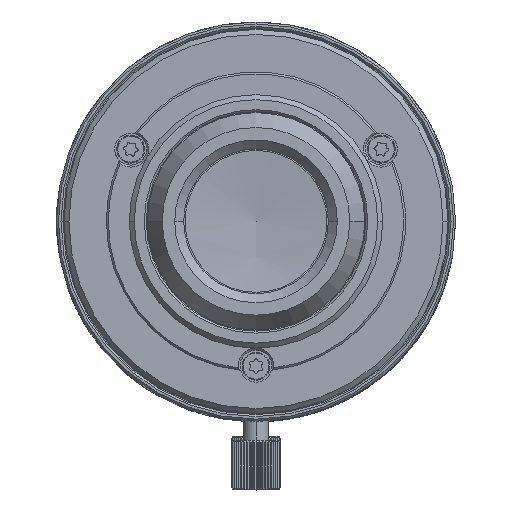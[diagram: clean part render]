
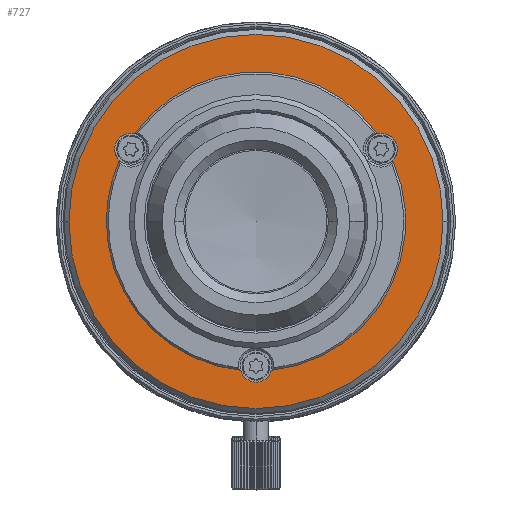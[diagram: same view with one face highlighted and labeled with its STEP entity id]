
A CAD part, top view. The second image highlights one B-rep face of the part: STEP entity #727.
In plain terms, the highlighted planar face has unit normal (0, 0, 1).
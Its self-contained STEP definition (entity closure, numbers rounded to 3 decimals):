
#420 = DIRECTION ( 'NONE',  ( -0.71, -0.704, 0. ) ) ;
#649 = CARTESIAN_POINT ( 'NONE',  ( 0., -14.5, 49.185 ) ) ;
#727 = ADVANCED_FACE ( 'NONE', ( #47467, #59938 ), #72807, .F. ) ;
#1666 = DIRECTION ( 'NONE',  ( -0.81, 0.586, 0. ) ) ;
#1954 = AXIS2_PLACEMENT_3D ( 'NONE', #28355, #9692, #28768 ) ;
#2117 = CIRCLE ( 'NONE', #23300, 15. ) ;
#2286 = AXIS2_PLACEMENT_3D ( 'NONE', #16627, #24479, #73540 ) ;
#2519 = ORIENTED_EDGE ( 'NONE', *, *, #73160, .T. ) ;
#3351 = CARTESIAN_POINT ( 'NONE',  ( 12.149, 8.797, 49.185 ) ) ;
#4030 = CARTESIAN_POINT ( 'NONE',  ( -18.75, 0., 49.185 ) ) ;
#4404 = CIRCLE ( 'NONE', #25600, 15. ) ;
#5693 = AXIS2_PLACEMENT_3D ( 'NONE', #27318, #27722, #65138 ) ;
#6202 = AXIS2_PLACEMENT_3D ( 'NONE', #16817, #35519, #34690 ) ;
#7207 = ORIENTED_EDGE ( 'NONE', *, *, #17153, .T. ) ;
#7925 = ORIENTED_EDGE ( 'NONE', *, *, #58698, .T. ) ;
#8959 = DIRECTION ( 'NONE',  ( 0., 0., -1. ) ) ;
#9692 = DIRECTION ( 'NONE',  ( 0., 0., -1. ) ) ;
#13302 = CARTESIAN_POINT ( 'NONE',  ( 0., 0., 49.185 ) ) ;
#14463 = DIRECTION ( 'NONE',  ( -1., 0., 0. ) ) ;
#16627 = CARTESIAN_POINT ( 'NONE',  ( 0., 0., 49.185 ) ) ;
#16817 = CARTESIAN_POINT ( 'NONE',  ( 0., 0., 49.185 ) ) ;
#17153 = EDGE_CURVE ( 'NONE', #21206, #34765, #65036, .T. ) ;
#19504 = CARTESIAN_POINT ( 'NONE',  ( 0., 0., 49.185 ) ) ;
#19738 = ORIENTED_EDGE ( 'NONE', *, *, #42210, .T. ) ;
#20608 = CIRCLE ( 'NONE', #61663, 1.6 ) ;
#20701 = CARTESIAN_POINT ( 'NONE',  ( 0., 0., 49.185 ) ) ;
#20848 = CIRCLE ( 'NONE', #6202, 15. ) ;
#21206 = VERTEX_POINT ( 'NONE', #43351 ) ;
#23300 = AXIS2_PLACEMENT_3D ( 'NONE', #13302, #25737, #1666 ) ;
#23475 = CIRCLE ( 'NONE', #2286, 18.75 ) ;
#24255 = CARTESIAN_POINT ( 'NONE',  ( 18.75, 0., 49.185 ) ) ;
#24479 = DIRECTION ( 'NONE',  ( 0., 0., 1. ) ) ;
#25600 = AXIS2_PLACEMENT_3D ( 'NONE', #72222, #38650, #35972 ) ;
#25737 = DIRECTION ( 'NONE',  ( 0., 0., -1. ) ) ;
#26786 = DIRECTION ( 'NONE',  ( 0.965, -0.263, 0. ) ) ;
#26813 = EDGE_CURVE ( 'NONE', #33632, #52563, #80307, .T. ) ;
#27225 = DIRECTION ( 'NONE',  ( 1., 0., 0. ) ) ;
#27255 = ORIENTED_EDGE ( 'NONE', *, *, #74406, .T. ) ;
#27318 = CARTESIAN_POINT ( 'NONE',  ( -12.557, 7.25, 49.185 ) ) ;
#27722 = DIRECTION ( 'NONE',  ( 0., 0., -1. ) ) ;
#28355 = CARTESIAN_POINT ( 'NONE',  ( 0., -15., 49.185 ) ) ;
#28768 = DIRECTION ( 'NONE',  ( 0., -1., 0. ) ) ;
#29692 = CARTESIAN_POINT ( 'NONE',  ( -1.544, -14.92, 49.185 ) ) ;
#30817 = VERTEX_POINT ( 'NONE', #79417 ) ;
#32942 = CIRCLE ( 'NONE', #34219, 15. ) ;
#33122 = CARTESIAN_POINT ( 'NONE',  ( 1.544, -14.92, 49.185 ) ) ;
#33175 = EDGE_LOOP ( 'NONE', ( #2519, #55974, #19738, #27255, #78368, #51828, #7925, #7207, #55077 ) ) ;
#33632 = VERTEX_POINT ( 'NONE', #33122 ) ;
#34219 = AXIS2_PLACEMENT_3D ( 'NONE', #19504, #39829, #69765 ) ;
#34690 = DIRECTION ( 'NONE',  ( 0.913, 0.408, 0. ) ) ;
#34765 = VERTEX_POINT ( 'NONE', #48238 ) ;
#35519 = DIRECTION ( 'NONE',  ( 0., 0., -1. ) ) ;
#35972 = DIRECTION ( 'NONE',  ( -0.103, -0.995, 0. ) ) ;
#38650 = DIRECTION ( 'NONE',  ( 0., 0., -1. ) ) ;
#39572 = EDGE_CURVE ( 'NONE', #62085, #69917, #75492, .T. ) ;
#39829 = DIRECTION ( 'NONE',  ( 0., 0., -1. ) ) ;
#42210 = EDGE_CURVE ( 'NONE', #30817, #78494, #67785, .T. ) ;
#42329 = VERTEX_POINT ( 'NONE', #79103 ) ;
#43228 = EDGE_LOOP ( 'NONE', ( #49334, #49029 ) ) ;
#43351 = CARTESIAN_POINT ( 'NONE',  ( -13.693, 6.123, 49.185 ) ) ;
#45930 = DIRECTION ( 'NONE',  ( 0., 0., -1. ) ) ;
#46147 = VERTEX_POINT ( 'NONE', #3351 ) ;
#47017 = EDGE_CURVE ( 'NONE', #69917, #62085, #23475, .T. ) ;
#47467 = FACE_OUTER_BOUND ( 'NONE', #43228, .T. ) ;
#47614 = AXIS2_PLACEMENT_3D ( 'NONE', #20701, #71369, #14463 ) ;
#48238 = CARTESIAN_POINT ( 'NONE',  ( -14.157, 7.25, 49.185 ) ) ;
#49029 = ORIENTED_EDGE ( 'NONE', *, *, #39572, .T. ) ;
#49334 = ORIENTED_EDGE ( 'NONE', *, *, #47017, .T. ) ;
#51828 = ORIENTED_EDGE ( 'NONE', *, *, #76365, .T. ) ;
#52563 = VERTEX_POINT ( 'NONE', #29692 ) ;
#54531 = CARTESIAN_POINT ( 'NONE',  ( 13.693, 6.123, 49.185 ) ) ;
#55077 = ORIENTED_EDGE ( 'NONE', *, *, #66507, .T. ) ;
#55974 = ORIENTED_EDGE ( 'NONE', *, *, #69613, .T. ) ;
#57292 = DIRECTION ( 'NONE',  ( 0., 0., -1. ) ) ;
#58698 = EDGE_CURVE ( 'NONE', #42329, #21206, #4404, .T. ) ;
#59204 = CARTESIAN_POINT ( 'NONE',  ( 12.557, 7.25, 49.185 ) ) ;
#59212 = DIRECTION ( 'NONE',  ( -0.255, 0.967, 0. ) ) ;
#59938 = FACE_BOUND ( 'NONE', #33175, .T. ) ;
#61391 = CIRCLE ( 'NONE', #5693, 1.6 ) ;
#61663 = AXIS2_PLACEMENT_3D ( 'NONE', #78703, #45930, #59212 ) ;
#62085 = VERTEX_POINT ( 'NONE', #4030 ) ;
#65036 = CIRCLE ( 'NONE', #66322, 1.6 ) ;
#65138 = DIRECTION ( 'NONE',  ( -1., 0., 0. ) ) ;
#65742 = AXIS2_PLACEMENT_3D ( 'NONE', #649, #68867, #26786 ) ;
#66322 = AXIS2_PLACEMENT_3D ( 'NONE', #75568, #57292, #420 ) ;
#66507 = EDGE_CURVE ( 'NONE', #34765, #67162, #61391, .T. ) ;
#67162 = VERTEX_POINT ( 'NONE', #75343 ) ;
#67785 = CIRCLE ( 'NONE', #69091, 1.6 ) ;
#68867 = DIRECTION ( 'NONE',  ( 0., 0., -1. ) ) ;
#69091 = AXIS2_PLACEMENT_3D ( 'NONE', #59204, #8959, #27225 ) ;
#69613 = EDGE_CURVE ( 'NONE', #46147, #30817, #20608, .T. ) ;
#69765 = DIRECTION ( 'NONE',  ( -0.103, -0.995, 0. ) ) ;
#69917 = VERTEX_POINT ( 'NONE', #24255 ) ;
#71369 = DIRECTION ( 'NONE',  ( 0., 0., 1. ) ) ;
#72222 = CARTESIAN_POINT ( 'NONE',  ( 0., 0., 49.185 ) ) ;
#72807 = PLANE ( 'NONE',  #1954 ) ;
#73160 = EDGE_CURVE ( 'NONE', #67162, #46147, #2117, .T. ) ;
#73540 = DIRECTION ( 'NONE',  ( 1., 0., 0. ) ) ;
#74406 = EDGE_CURVE ( 'NONE', #78494, #33632, #20848, .T. ) ;
#75343 = CARTESIAN_POINT ( 'NONE',  ( -12.149, 8.797, 49.185 ) ) ;
#75492 = CIRCLE ( 'NONE', #47614, 18.75 ) ;
#75568 = CARTESIAN_POINT ( 'NONE',  ( -12.557, 7.25, 49.185 ) ) ;
#76365 = EDGE_CURVE ( 'NONE', #52563, #42329, #32942, .T. ) ;
#78368 = ORIENTED_EDGE ( 'NONE', *, *, #26813, .T. ) ;
#78494 = VERTEX_POINT ( 'NONE', #54531 ) ;
#78703 = CARTESIAN_POINT ( 'NONE',  ( 12.557, 7.25, 49.185 ) ) ;
#79103 = CARTESIAN_POINT ( 'NONE',  ( -15., 0., 49.185 ) ) ;
#79417 = CARTESIAN_POINT ( 'NONE',  ( 14.157, 7.25, 49.185 ) ) ;
#80307 = CIRCLE ( 'NONE', #65742, 1.6 ) ;
